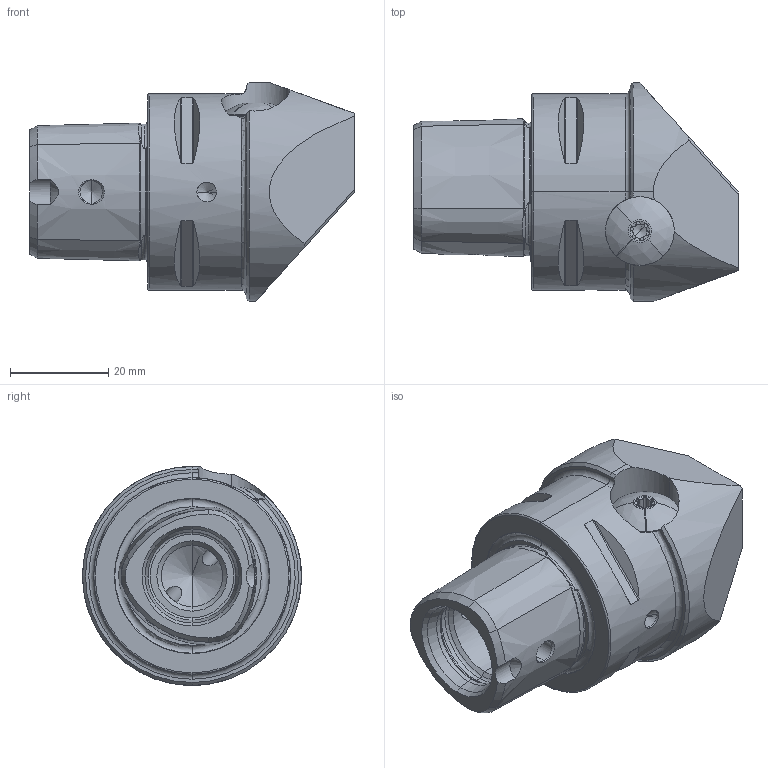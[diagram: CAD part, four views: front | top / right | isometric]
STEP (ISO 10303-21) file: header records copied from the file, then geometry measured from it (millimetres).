
FILE_DESCRIPTION (( 'STEP AP214' ), '1' );
FILE_NAME ('PS4.LW4.RF0.042.STEP', '2023-08-22T09:52:56', ( '' ), ( '' ), 'SwSTEP 2.0', 'SolidWorks 2017', '' );
FILE_SCHEMA (( 'AUTOMOTIVE_DESIGN' ));
Length unit declared in the file: millimetre
Products named in the file (6): LW4-ER1.014.019_D_Standard<Wie bearbeitet>; LW4-ER1.014.019; PS4-LW4.RF0.042_A; KVT_MB_600_040; PS4.LW4.RF0.042; DIN 3771 - 10x1
Assembly tree (6 placements, depth 3):
  PS4.LW4.RF0.042
    PS4-LW4.RF0.042_A
    KVT_MB_600_040
    LW4-ER1.014.019
      LW4-ER1.014.019_D_Standard<Wie bearbeitet>
      DIN 3771 - 10x1  x2
Bounding box: 66 x 44.55 x 44.55 mm (x, y, z)
Volume: 49942.4 mm3; surface area: 14147.5 mm2
Topology: 6 solids, 6 shells, 335 faces, 828 edges, 494 vertices
Faces by surface type: cylinder 103, cone 91, plane 69, torus 55, bspline 9, sphere 8
Entity records: 11776 total; most frequent: CARTESIAN_POINT 3912, DIRECTION 1626, ORIENTED_EDGE 1598, EDGE_CURVE 799, AXIS2_PLACEMENT_3D 683, VERTEX_POINT 487, CIRCLE 351, EDGE_LOOP 350
